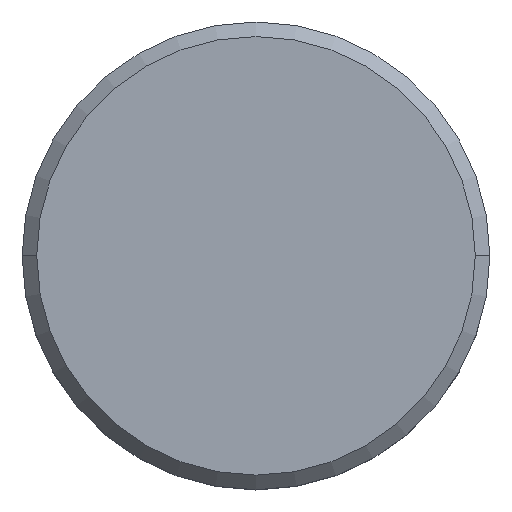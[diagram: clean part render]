
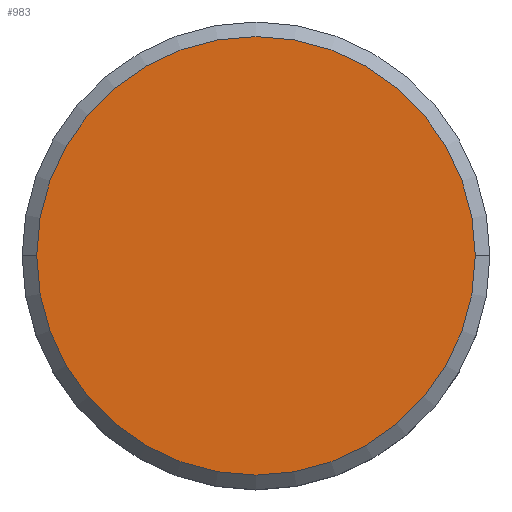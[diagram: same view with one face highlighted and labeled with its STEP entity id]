
A CAD part, top view. The second image highlights one B-rep face of the part: STEP entity #983.
In plain terms, the highlighted planar face has unit normal (0, 0, 1).
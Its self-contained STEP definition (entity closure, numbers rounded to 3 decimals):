
#38 = DIRECTION ( 'NONE',  ( 0., 0., 1. ) ) ;
#40 = CIRCLE ( 'NONE', #784, 7.5 ) ;
#47 = CARTESIAN_POINT ( 'NONE',  ( 0., 0., 0. ) ) ;
#56 = FACE_OUTER_BOUND ( 'NONE', #119, .T. ) ;
#117 = ORIENTED_EDGE ( 'NONE', *, *, #377, .T. ) ;
#119 = EDGE_LOOP ( 'NONE', ( #117, #259 ) ) ;
#142 = CIRCLE ( 'NONE', #735, 7.5 ) ;
#259 = ORIENTED_EDGE ( 'NONE', *, *, #349, .T. ) ;
#290 = CARTESIAN_POINT ( 'NONE',  ( 0., 0., 0. ) ) ;
#296 = PLANE ( 'NONE',  #859 ) ;
#348 = DIRECTION ( 'NONE',  ( 1., 0., 0. ) ) ;
#349 = EDGE_CURVE ( 'NONE', #558, #656, #40, .T. ) ;
#356 = DIRECTION ( 'NONE',  ( 1., 0., 0. ) ) ;
#377 = EDGE_CURVE ( 'NONE', #656, #558, #142, .T. ) ;
#401 = CARTESIAN_POINT ( 'NONE',  ( -7.5, 0., 0. ) ) ;
#496 = CARTESIAN_POINT ( 'NONE',  ( 0., 0., 0. ) ) ;
#527 = DIRECTION ( 'NONE',  ( 1., 0., 0. ) ) ;
#558 = VERTEX_POINT ( 'NONE', #949 ) ;
#656 = VERTEX_POINT ( 'NONE', #401 ) ;
#681 = DIRECTION ( 'NONE',  ( 0., 0., 1. ) ) ;
#735 = AXIS2_PLACEMENT_3D ( 'NONE', #47, #38, #356 ) ;
#784 = AXIS2_PLACEMENT_3D ( 'NONE', #496, #681, #348 ) ;
#859 = AXIS2_PLACEMENT_3D ( 'NONE', #290, #955, #527 ) ;
#949 = CARTESIAN_POINT ( 'NONE',  ( 7.5, 0., 0. ) ) ;
#955 = DIRECTION ( 'NONE',  ( 0., 0., 1. ) ) ;
#983 = ADVANCED_FACE ( 'NONE', ( #56 ), #296, .T. ) ;
